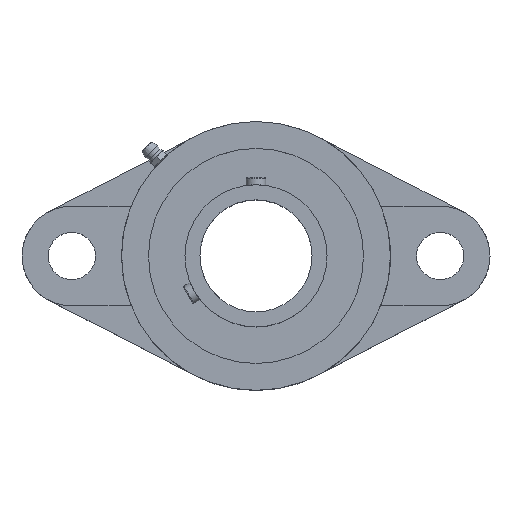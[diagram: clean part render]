
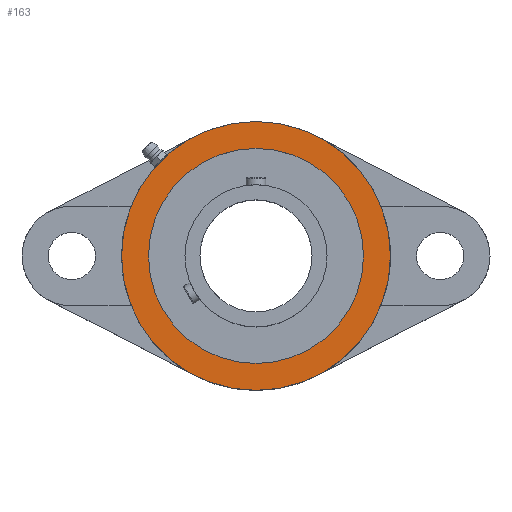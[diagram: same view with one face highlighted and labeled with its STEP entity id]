
A CAD part, top view. The second image highlights one B-rep face of the part: STEP entity #163.
In plain terms, the highlighted planar face has unit normal (0, 0, 1).
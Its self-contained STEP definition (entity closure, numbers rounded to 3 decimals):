
#163 = ADVANCED_FACE( '', ( #383, #384 ), #385, .T. );
#383 = FACE_BOUND( '', #673, .T. );
#384 = FACE_OUTER_BOUND( '', #674, .T. );
#385 = PLANE( '', #675 );
#673 = EDGE_LOOP( '', ( #1021 ) );
#674 = EDGE_LOOP( '', ( #1022 ) );
#675 = AXIS2_PLACEMENT_3D( '', #1023, #1024, #1025 );
#1021 = ORIENTED_EDGE( '', *, *, #1597, .T. );
#1022 = ORIENTED_EDGE( '', *, *, #1598, .F. );
#1023 = CARTESIAN_POINT( '', ( 0., 54., 38. ) );
#1024 = DIRECTION( '', ( 0., 0., 1. ) );
#1025 = DIRECTION( '', ( 1., 0., 0. ) );
#1597 = EDGE_CURVE( '', #1884, #1884, #1885, .T. );
#1598 = EDGE_CURVE( '', #1886, #1886, #1887, .T. );
#1884 = VERTEX_POINT( '', #2467 );
#1885 = CIRCLE( '', #2468, 43.2 );
#1886 = VERTEX_POINT( '', #2469 );
#1887 = CIRCLE( '', #2470, 54. );
#2467 = CARTESIAN_POINT( '', ( -43.2, 0., 38. ) );
#2468 = AXIS2_PLACEMENT_3D( '', #3049, #3050, #3051 );
#2469 = CARTESIAN_POINT( '', ( -54., 0., 38. ) );
#2470 = AXIS2_PLACEMENT_3D( '', #3052, #3053, #3054 );
#3049 = CARTESIAN_POINT( '', ( 0., 0., 38. ) );
#3050 = DIRECTION( '', ( 0., 0., -1. ) );
#3051 = DIRECTION( '', ( -1., 0., 0. ) );
#3052 = CARTESIAN_POINT( '', ( 0., 0., 38. ) );
#3053 = DIRECTION( '', ( 0., 0., -1. ) );
#3054 = DIRECTION( '', ( -1., 0., 0. ) );
